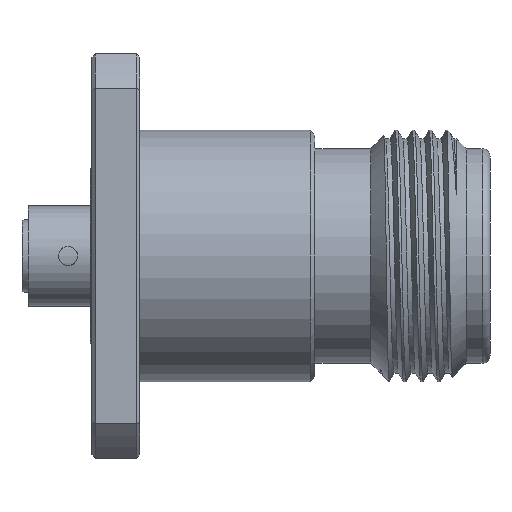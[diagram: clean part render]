
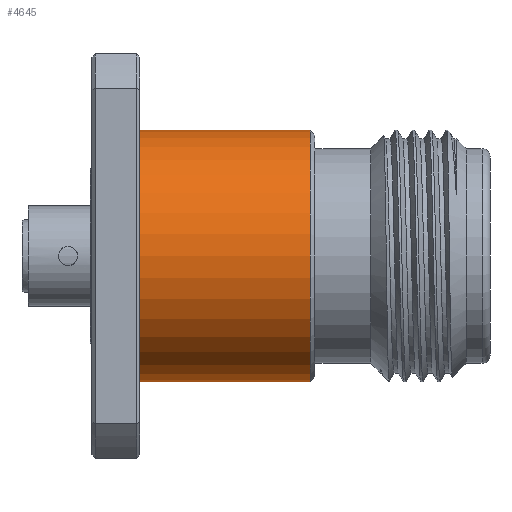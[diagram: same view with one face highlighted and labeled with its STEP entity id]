
A CAD part, front view. The second image highlights one B-rep face of the part: STEP entity #4645.
In plain terms, the highlighted cylindrical face has radius 7.9 mm (diameter 15.8 mm), a partial arc.
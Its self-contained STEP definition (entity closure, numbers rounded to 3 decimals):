
#133 = LINE ( 'NONE', #757, #1049 ) ;
#445 = ORIENTED_EDGE ( 'NONE', *, *, #4948, .T. ) ;
#475 = DIRECTION ( 'NONE',  ( -1., 0., 0. ) ) ;
#715 = VECTOR ( 'NONE', #1821, 1000. ) ;
#757 = CARTESIAN_POINT ( 'NONE',  ( 3.776, 0., -7.9 ) ) ;
#1049 = VECTOR ( 'NONE', #1865, 1000. ) ;
#1395 = AXIS2_PLACEMENT_3D ( 'NONE', #4472, #2821, #2718 ) ;
#1562 = CYLINDRICAL_SURFACE ( 'NONE', #1868, 7.9 ) ;
#1625 = CIRCLE ( 'NONE', #1395, 7.9 ) ;
#1686 = CIRCLE ( 'NONE', #6376, 7.9 ) ;
#1821 = DIRECTION ( 'NONE',  ( -1., 0., 0. ) ) ;
#1865 = DIRECTION ( 'NONE',  ( -1., 0., 0. ) ) ;
#1868 = AXIS2_PLACEMENT_3D ( 'NONE', #4353, #475, #2034 ) ;
#2034 = DIRECTION ( 'NONE',  ( 0., 0., 1. ) ) ;
#2060 = ORIENTED_EDGE ( 'NONE', *, *, #2887, .F. ) ;
#2547 = CARTESIAN_POINT ( 'NONE',  ( -22.003, 0., 7.9 ) ) ;
#2718 = DIRECTION ( 'NONE',  ( 0., 0., 1. ) ) ;
#2821 = DIRECTION ( 'NONE',  ( -1., 0., 0. ) ) ;
#2887 = EDGE_CURVE ( 'NONE', #5109, #4962, #133, .T. ) ;
#2945 = LINE ( 'NONE', #5089, #715 ) ;
#2986 = VERTEX_POINT ( 'NONE', #4227 ) ;
#2997 = VERTEX_POINT ( 'NONE', #2547 ) ;
#3162 = FACE_OUTER_BOUND ( 'NONE', #4652, .T. ) ;
#3194 = EDGE_CURVE ( 'NONE', #4962, #2997, #1625, .T. ) ;
#3314 = CARTESIAN_POINT ( 'NONE',  ( -11.3, 0., -7.9 ) ) ;
#3512 = CARTESIAN_POINT ( 'NONE',  ( -11.3, 0., 0. ) ) ;
#3809 = ORIENTED_EDGE ( 'NONE', *, *, #3194, .F. ) ;
#4059 = CARTESIAN_POINT ( 'NONE',  ( -22.003, 0., -7.9 ) ) ;
#4227 = CARTESIAN_POINT ( 'NONE',  ( -11.3, 0., 7.9 ) ) ;
#4231 = ORIENTED_EDGE ( 'NONE', *, *, #4340, .T. ) ;
#4340 = EDGE_CURVE ( 'NONE', #2986, #2997, #2945, .T. ) ;
#4353 = CARTESIAN_POINT ( 'NONE',  ( 3.776, 0., 0. ) ) ;
#4472 = CARTESIAN_POINT ( 'NONE',  ( -22.003, 0., 0. ) ) ;
#4645 = ADVANCED_FACE ( 'NONE', ( #3162 ), #1562, .T. ) ;
#4652 = EDGE_LOOP ( 'NONE', ( #2060, #445, #4231, #3809 ) ) ;
#4948 = EDGE_CURVE ( 'NONE', #5109, #2986, #1686, .T. ) ;
#4962 = VERTEX_POINT ( 'NONE', #4059 ) ;
#5089 = CARTESIAN_POINT ( 'NONE',  ( 3.776, 0., 7.9 ) ) ;
#5109 = VERTEX_POINT ( 'NONE', #3314 ) ;
#5720 = DIRECTION ( 'NONE',  ( -1., 0., 0. ) ) ;
#6376 = AXIS2_PLACEMENT_3D ( 'NONE', #3512, #5720, #6777 ) ;
#6777 = DIRECTION ( 'NONE',  ( 0., 0., 1. ) ) ;
